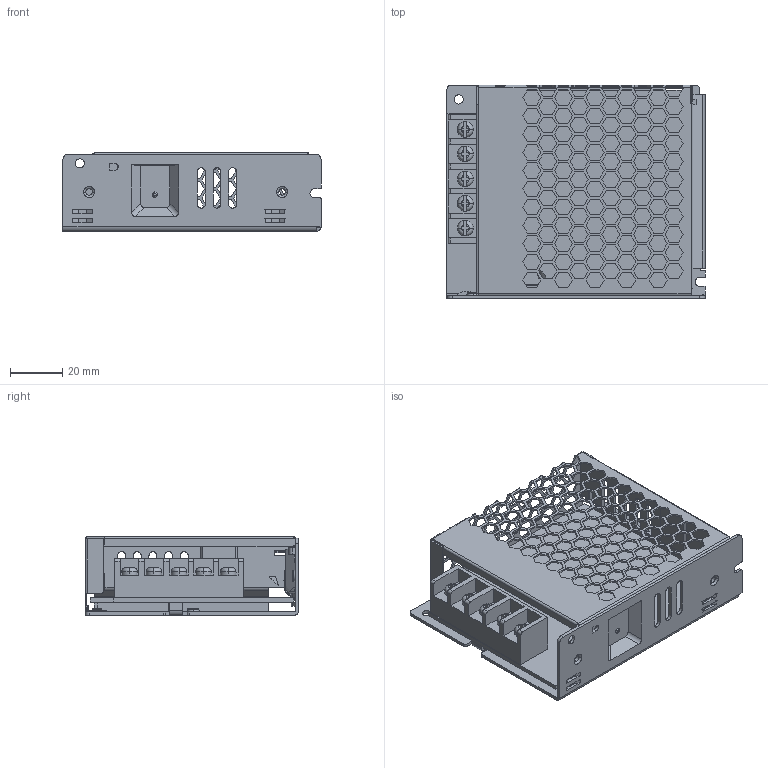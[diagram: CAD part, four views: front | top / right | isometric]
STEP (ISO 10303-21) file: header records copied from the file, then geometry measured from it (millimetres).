
FILE_DESCRIPTION (( 'STEP AP214' ), '1' );
FILE_NAME ('CDKU-S35-50V三维图-202505.STEP', '2025-04-18T05:16:01', ( '万丰电脑' ), ( '电话：0577-62733550' ), 'SwSTEP 2.0', 'SolidWorks 2020', '' );
FILE_SCHEMA (( 'AUTOMOTIVE_DESIGN' ));
Length unit declared in the file: millimetre
Products named in the file (4): 傷赽-5p; CDKU-35-50菁; CDKU-35-50裔; CDKU-S35-50V三维图-202505
Assembly tree (3 placements, depth 2):
  CDKU-S35-50V三维图-202505
    CDKU-35-50菁
    CDKU-35-50裔
    傷赽-5p
Bounding box: 99 x 82 x 30 mm (x, y, z)
Volume: 22923.1 mm3; surface area: 58224.9 mm2
Topology: 2 solids, 6 shells, 1510 faces, 4409 edges, 2868 vertices
Faces by surface type: plane 1258, cylinder 182, torus 44, bspline 24, cone 2
Entity records: 55210 total; most frequent: CARTESIAN_POINT 14399, ORIENTED_EDGE 8769, DIRECTION 7491, EDGE_CURVE 4395, LINE 3823, VECTOR 3823, VERTEX_POINT 2861, AXIS2_PLACEMENT_3D 1834
